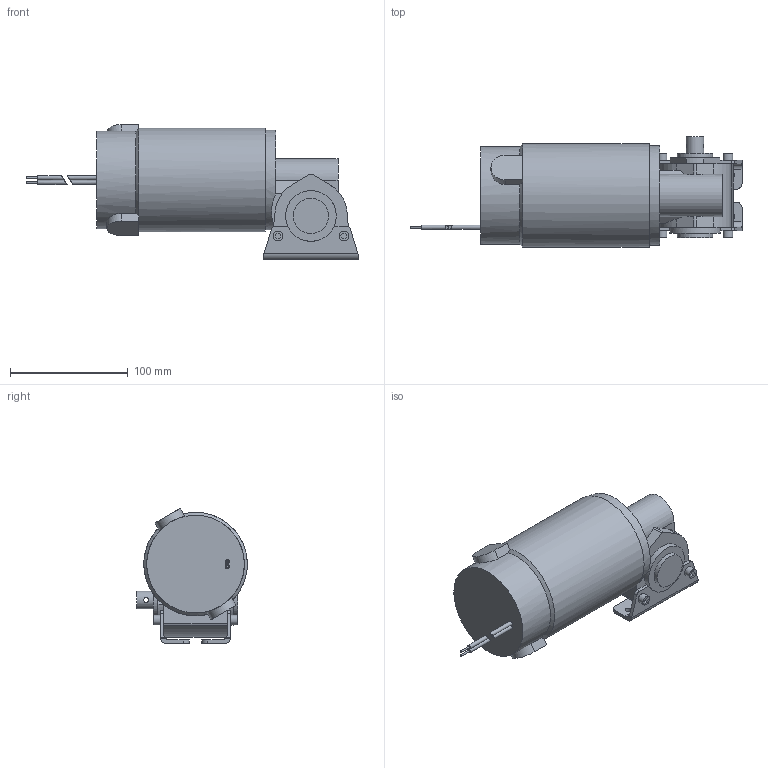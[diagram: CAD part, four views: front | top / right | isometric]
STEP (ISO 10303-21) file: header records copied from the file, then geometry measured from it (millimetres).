
FILE_DESCRIPTION( ( 'Unknown' ), '1' );
FILE_NAME( 'WLD89152.stp', 'Unknown', ( 'Unknown' ), ( 'Unknown' ), 'PSStep 17.0.49', 'Unknown', ' ' );
FILE_SCHEMA( ( 'AUTOMOTIVE_DESIGN { 1 0 10303 214 1 1 1 1 }' ) );
Length unit declared in the file: millimetre
Products named in the file (3): 1; 2; 3
Bounding box: 282.3 x 94 x 114.76 mm (x, y, z)
Volume: 1163920 mm3; surface area: 86769.9 mm2
Topology: 3 solids, 4 shells, 161 faces, 420 edges, 282 vertices
Faces by surface type: plane 103, cylinder 56, cone 2
Full cylindrical faces by diameter (mm): 1.5 x2, 3.5 x4, 4 x1, 4.917 x4, 8.3 x4, 15 x1, 30 x2, 43 x1, 83 x1, 84.8 x1, 88 x1
Entity records: 6346 total; most frequent: CARTESIAN_POINT 1182, DIRECTION 806, ORIENTED_EDGE 754, EDGE_CURVE 377, AXIS2_PLACEMENT_3D 288, VERTEX_POINT 262, LINE 230, VECTOR 230
